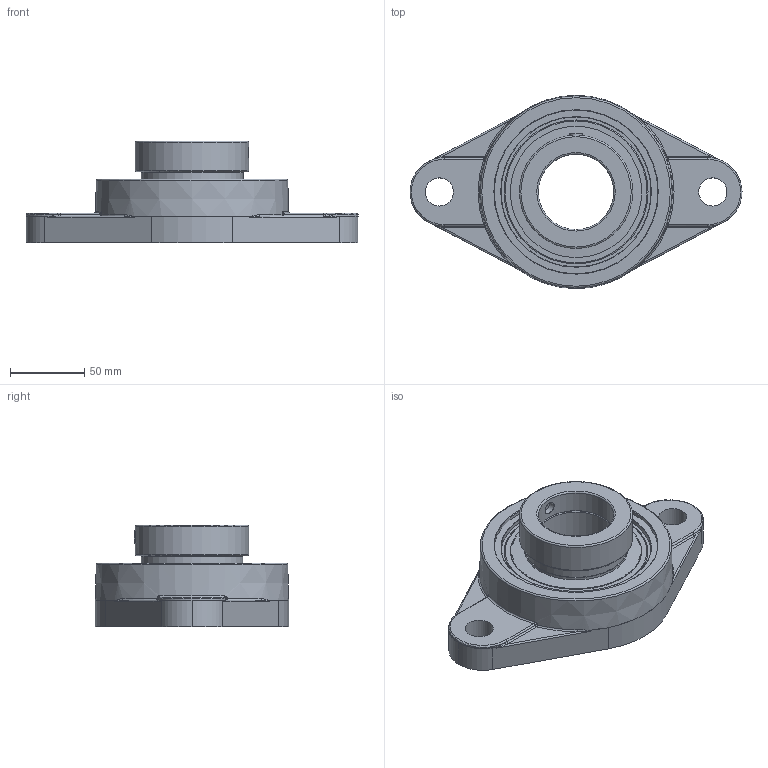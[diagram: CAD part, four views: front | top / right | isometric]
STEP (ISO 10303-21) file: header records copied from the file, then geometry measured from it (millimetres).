
FILE_DESCRIPTION(('HOOPS Exchange Step'),'2;1');
FILE_NAME('export-7A9B9A8D-E68C-47AF-9E4B-E202B526DC9F.stp','2020-05-15T14:07:15-07:00',('dkerr'),('Alibre'),'HOOPS Exchange 2020.0','Alibre','Unknown authorisation');
FILE_SCHEMA( ('AP242_MANAGED_MODEL_BASED_3D_ENGINEERING_MIM_LF {1 0 10303 442 1 1 4 }') );
Length unit declared in the file: inch
Products named in the file (8): MRN SFLM L4L 211; SNC 211 (Ball Bearing); SNC 211-32 L4L (2.000inch) (Race); SNC 211-32 (Collar); SNC 211 (Shield); SNC 211 (Setscrew); MRN SNC 211-32 L4L (2.000inch); MRN SNCFLM 211-32 L4L (2.000inch)
Assembly tree (8 placements, depth 3):
  MRN SNCFLM 211-32 L4L (2.000inch)
    MRN SFLM L4L 211
    MRN SNC 211-32 L4L (2.000inch)
      SNC 211 (Ball Bearing)
      SNC 211-32 L4L (2.000inch) (Race)
      SNC 211-32 (Collar)
      SNC 211 (Shield)  x2
      SNC 211 (Setscrew)
Bounding box: 223.32 x 130 x 68.6 mm (x, y, z)
Volume: 495806.4 mm3; surface area: 128980.5 mm2
Topology: 17 solids, 17 shells, 182 faces, 475 edges, 302 vertices
Faces by surface type: cylinder 55, plane 49, torus 28, sphere 21, bspline 16, cone 13
Full cylindrical faces by diameter (mm): 8.382 x3, 19 x2, 50.8 x2, 64.973 x2, 68.58 x4, 69.342 x2, 76.2 x1, 87.884 x2, 88.392 x2, 100.825 x1, 102.825 x1, 110.1 x1
Entity records: 16630 total; most frequent: CARTESIAN_POINT 12160, DIRECTION 956, ORIENTED_EDGE 852, EDGE_CURVE 426, AXIS2_PLACEMENT_3D 418, VERTEX_POINT 288, CIRCLE 235, EDGE_LOOP 196
